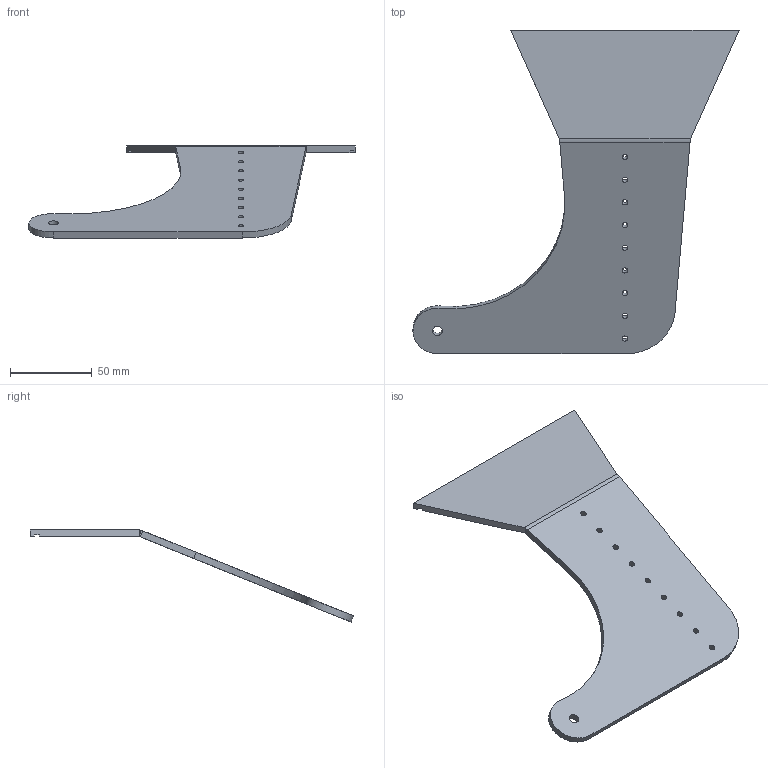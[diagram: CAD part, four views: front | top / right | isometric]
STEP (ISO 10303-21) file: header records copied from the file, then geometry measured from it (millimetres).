
FILE_DESCRIPTION(('FreeCAD Model'),'2;1');
FILE_NAME('Open CASCADE Shape Model','2024-08-31T01:47:07',(''),(''), 'Open CASCADE STEP processor 7.6','FreeCAD','Unknown');
FILE_SCHEMA(('AUTOMOTIVE_DESIGN { 1 0 10303 214 1 1 1 1 }'));
Length unit declared in the file: millimetre
Products named in the file (1): articulator_plate_v5
Bounding box: 199.99 x 198.2 x 56.44 mm (x, y, z)
Volume: 82966.6 mm3; surface area: 45486.7 mm2
Topology: 1 solids, 1 shells, 37 faces, 95 edges, 60 vertices
Faces by surface type: plane 16, cylinder 15, bspline 6
Full cylindrical faces by diameter (mm): 3.4 x9, 6.1 x1
Entity records: 1707 total; most frequent: CARTESIAN_POINT 755, ORIENTED_EDGE 190, DIRECTION 181, EDGE_CURVE 95, AXIS2_PLACEMENT_3D 64, VERTEX_POINT 60, FACE_BOUND 57, EDGE_LOOP 57
